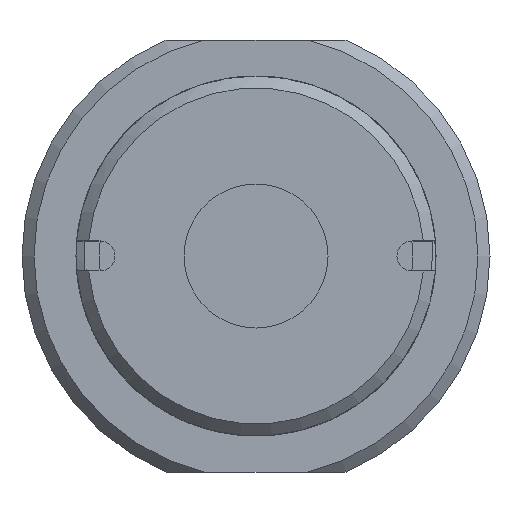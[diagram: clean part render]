
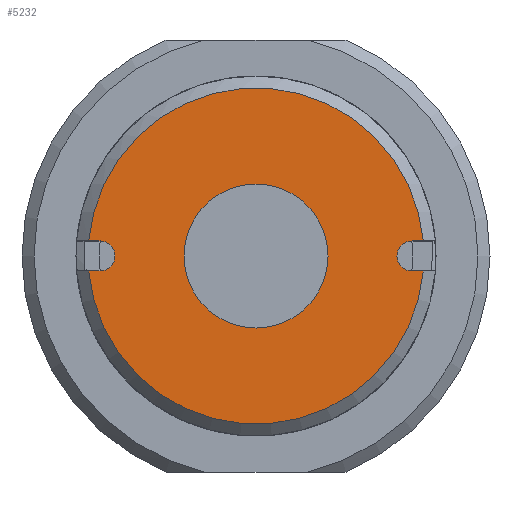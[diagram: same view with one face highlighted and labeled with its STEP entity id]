
A CAD part, front view. The second image highlights one B-rep face of the part: STEP entity #5232.
In plain terms, the highlighted planar face has unit normal (0, -1, 0).
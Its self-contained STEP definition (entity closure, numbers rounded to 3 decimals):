
#1405=DIRECTION('',(1.,0.,0.));
#1406=VECTOR('',#1405,0.944);
#1407=CARTESIAN_POINT('',(13.,0.,1.25));
#1408=LINE('',#1407,#1406);
#1452=CARTESIAN_POINT('',(-13.944,0.,1.25));
#1459=DIRECTION('',(1.,0.,0.));
#1460=VECTOR('',#1459,0.944);
#1461=CARTESIAN_POINT('',(13.,0.,-1.25));
#1462=LINE('',#1461,#1460);
#1463=CARTESIAN_POINT('',(0.,0.,0.));
#1464=DIRECTION('',(0.,1.,0.));
#1465=DIRECTION('',(0.996,0.,-0.089));
#1466=AXIS2_PLACEMENT_3D('',#1463,#1464,#1465);
#1468=CARTESIAN_POINT('',(-13.,0.,0.));
#1469=DIRECTION('',(0.,-1.,0.));
#1470=DIRECTION('',(0.,0.,-1.));
#1471=AXIS2_PLACEMENT_3D('',#1468,#1469,#1470);
#1473=CARTESIAN_POINT('',(-13.,0.,0.));
#1474=DIRECTION('',(0.,-1.,0.));
#1475=DIRECTION('',(1.,0.,0.));
#1476=AXIS2_PLACEMENT_3D('',#1473,#1474,#1475);
#1478=DIRECTION('',(-1.,0.,0.));
#1479=VECTOR('',#1478,0.944);
#1480=CARTESIAN_POINT('',(-13.,0.,1.25));
#1481=LINE('',#1480,#1479);
#1482=CARTESIAN_POINT('',(0.,0.,0.));
#1483=DIRECTION('',(0.,1.,0.));
#1484=DIRECTION('',(-0.996,0.,0.089));
#1485=AXIS2_PLACEMENT_3D('',#1482,#1483,#1484);
#1487=CARTESIAN_POINT('',(13.,0.,0.));
#1488=DIRECTION('',(0.,-1.,0.));
#1489=DIRECTION('',(0.,0.,1.));
#1490=AXIS2_PLACEMENT_3D('',#1487,#1488,#1489);
#1492=CARTESIAN_POINT('',(13.,0.,0.));
#1493=DIRECTION('',(0.,-1.,0.));
#1494=DIRECTION('',(-1.,0.,0.));
#1495=AXIS2_PLACEMENT_3D('',#1492,#1493,#1494);
#1497=CARTESIAN_POINT('',(0.,0.,0.));
#1498=DIRECTION('',(0.,-1.,0.));
#1499=DIRECTION('',(0.,0.,-1.));
#1500=AXIS2_PLACEMENT_3D('',#1497,#1498,#1499);
#1502=CARTESIAN_POINT('',(0.,0.,0.));
#1503=DIRECTION('',(0.,-1.,0.));
#1504=DIRECTION('',(0.,0.,1.));
#1505=AXIS2_PLACEMENT_3D('',#1502,#1503,#1504);
#1507=CARTESIAN_POINT('',(13.944,0.,-1.25));
#1524=CARTESIAN_POINT('',(-13.944,0.,-1.25));
#1560=DIRECTION('',(-1.,0.,0.));
#1561=VECTOR('',#1560,0.944);
#1562=CARTESIAN_POINT('',(-13.,0.,-1.25));
#1563=LINE('',#1562,#1561);
#2175=CARTESIAN_POINT('',(13.,0.,1.25));
#2176=VERTEX_POINT('',#2175);
#2177=CARTESIAN_POINT('',(13.944,0.,1.25));
#2178=VERTEX_POINT('',#2177);
#2182=VERTEX_POINT('',#1507);
#2183=CARTESIAN_POINT('',(13.,0.,-1.25));
#2184=VERTEX_POINT('',#2183);
#2189=VERTEX_POINT('',#1524);
#2192=CARTESIAN_POINT('',(-13.,0.,-1.25));
#2193=VERTEX_POINT('',#2192);
#2196=VERTEX_POINT('',#1452);
#2197=CARTESIAN_POINT('',(-13.,0.,1.25));
#2198=VERTEX_POINT('',#2197);
#2199=CARTESIAN_POINT('',(-11.75,0.,0.));
#2200=VERTEX_POINT('',#2199);
#2201=CARTESIAN_POINT('',(11.75,0.,0.));
#2202=VERTEX_POINT('',#2201);
#2203=CARTESIAN_POINT('',(0.,0.,-6.));
#2204=CARTESIAN_POINT('',(0.,0.,6.));
#2205=VERTEX_POINT('',#2203);
#2206=VERTEX_POINT('',#2204);
#5202=CARTESIAN_POINT('',(0.,0.,0.));
#5203=DIRECTION('',(0.,1.,0.));
#5204=DIRECTION('',(1.,0.,0.));
#5205=AXIS2_PLACEMENT_3D('',#5202,#5203,#5204);
#5206=PLANE('',#5205);
#5207=ORIENTED_EDGE('',*,*,#3886,.T.);
#5209=ORIENTED_EDGE('',*,*,#5208,.T.);
#5211=ORIENTED_EDGE('',*,*,#5210,.F.);
#5213=ORIENTED_EDGE('',*,*,#5212,.T.);
#5215=ORIENTED_EDGE('',*,*,#5214,.T.);
#5217=ORIENTED_EDGE('',*,*,#5216,.T.);
#5218=ORIENTED_EDGE('',*,*,#5188,.T.);
#5219=ORIENTED_EDGE('',*,*,#5093,.F.);
#5221=ORIENTED_EDGE('',*,*,#5220,.T.);
#5223=ORIENTED_EDGE('',*,*,#5222,.T.);
#5224=EDGE_LOOP('',(#5207,#5209,#5211,#5213,#5215,#5217,#5218,#5219,#5221,
#5223));
#5225=FACE_OUTER_BOUND('',#5224,.F.);
#5227=ORIENTED_EDGE('',*,*,#5226,.T.);
#5229=ORIENTED_EDGE('',*,*,#5228,.T.);
#5230=EDGE_LOOP('',(#5227,#5229));
#5231=FACE_BOUND('',#5230,.F.);
#5232=ADVANCED_FACE('',(#5225,#5231),#5206,.F.);
#1467=CIRCLE('',#1466,14.);
#1472=CIRCLE('',#1471,1.25);
#1477=CIRCLE('',#1476,1.25);
#1486=CIRCLE('',#1485,14.);
#1491=CIRCLE('',#1490,1.25);
#1496=CIRCLE('',#1495,1.25);
#1501=CIRCLE('',#1500,6.);
#1506=CIRCLE('',#1505,6.);
#3886=EDGE_CURVE('',#2184,#2182,#1462,.T.);
#5093=EDGE_CURVE('',#2176,#2178,#1408,.T.);
#5188=EDGE_CURVE('',#2196,#2178,#1486,.T.);
#5208=EDGE_CURVE('',#2182,#2189,#1467,.T.);
#5210=EDGE_CURVE('',#2193,#2189,#1563,.T.);
#5212=EDGE_CURVE('',#2193,#2200,#1472,.T.);
#5214=EDGE_CURVE('',#2200,#2198,#1477,.T.);
#5216=EDGE_CURVE('',#2198,#2196,#1481,.T.);
#5220=EDGE_CURVE('',#2176,#2202,#1491,.T.);
#5222=EDGE_CURVE('',#2202,#2184,#1496,.T.);
#5226=EDGE_CURVE('',#2205,#2206,#1501,.T.);
#5228=EDGE_CURVE('',#2206,#2205,#1506,.T.);
